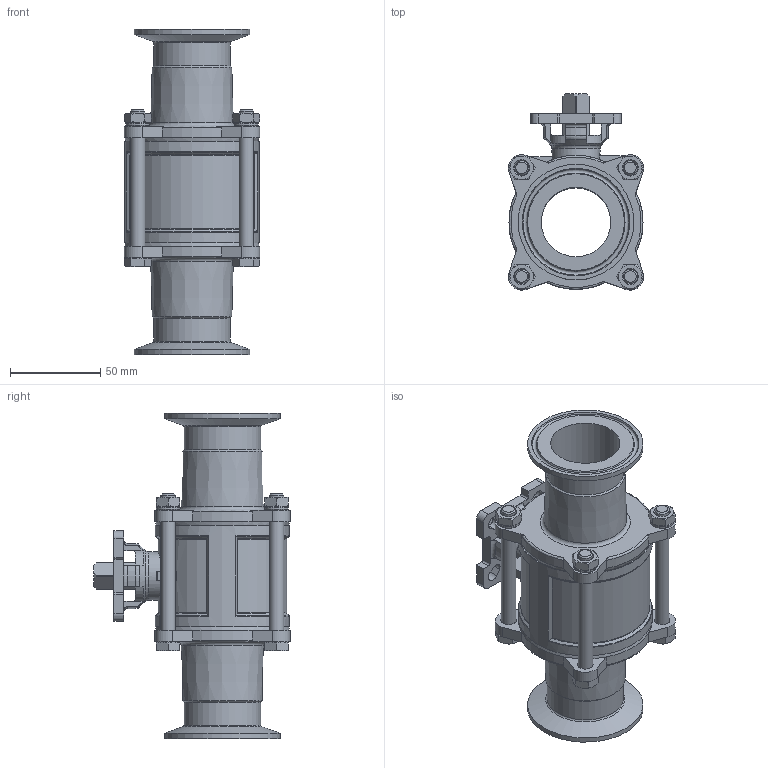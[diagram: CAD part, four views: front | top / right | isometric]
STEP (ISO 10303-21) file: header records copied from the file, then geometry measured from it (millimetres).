
FILE_DESCRIPTION(/* description */ ('STEP AP214'),/* implementation_level */ '2;1');
FILE_NAME(/* name */ '4802247_VZBD-11_4-S5-16-T-2-F0405-V14V14',/* time_stamp */ '2024-09-18T01:21:53+02:00',/* author */ ('License CC BY-ND 4.0'),/* organization */ ('CADENAS'),/* preprocessor_version */ 'ST-DEVELOPER v19.3',/* originating_system */ 'PARTsolutions',/* authorisation */ ' ');
FILE_SCHEMA (('AUTOMOTIVE_DESIGN {1 0 10303 214 3 1 1}'));
Length unit declared in the file: millimetre
Products named in the file (1): 4802247 VZBD-11/4-S5-16-T-2-F0405-V14V14
Bounding box: 75.12 x 108.55 x 180 mm (x, y, z)
Volume: 320724.8 mm3; surface area: 92403.4 mm2
Topology: 1 solids, 1 shells, 410 faces, 987 edges, 606 vertices
Faces by surface type: plane 155, cone 130, cylinder 79, torus 46
Full cylindrical faces by diameter (mm): 4.917 x1, 8 x8, 8.6 x9, 13 x4, 19 x1, 26.6 x1, 30.5 x1, 38.4 x1, 42.4 x2, 64 x2, 74.2 x1
Entity records: 11825 total; most frequent: CARTESIAN_POINT 2808, ORIENTED_EDGE 1816, DIRECTION 1810, EDGE_CURVE 908, AXIS2_PLACEMENT_3D 769, VERTEX_POINT 600, EDGE_LOOP 540, FACE_BOUND 540
